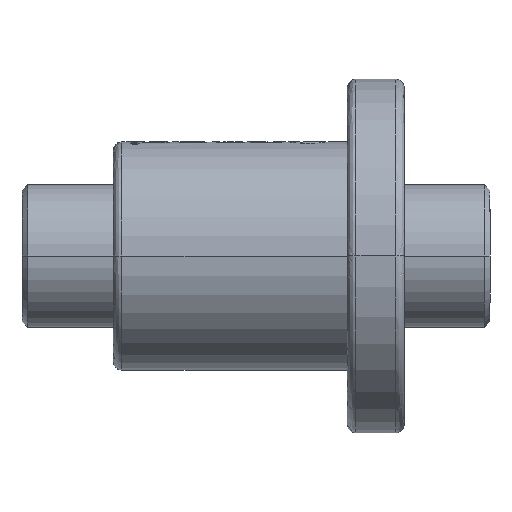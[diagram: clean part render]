
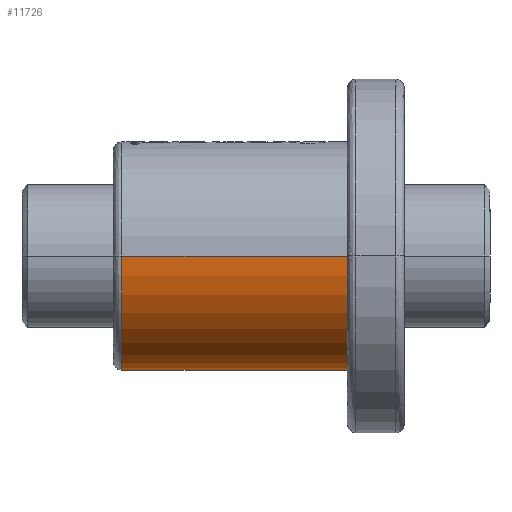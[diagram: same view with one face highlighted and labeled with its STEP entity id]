
A CAD part, front view. The second image highlights one B-rep face of the part: STEP entity #11726.
In plain terms, the highlighted cylindrical face has radius 20 mm (diameter 40 mm), a partial arc.
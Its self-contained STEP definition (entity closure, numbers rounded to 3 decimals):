
#169 = EDGE_CURVE ( 'NONE', #4153, #6183, #10132, .T. ) ;
#452 = DIRECTION ( 'NONE',  ( 1., 0., 0. ) ) ;
#548 = DIRECTION ( 'NONE',  ( 0., 1., 0. ) ) ;
#1324 = DIRECTION ( 'NONE',  ( 0., 1., 0. ) ) ;
#2466 = CARTESIAN_POINT ( 'NONE',  ( -72., 20., 0. ) ) ;
#4142 = CARTESIAN_POINT ( 'NONE',  ( -25., 20., 0. ) ) ;
#4153 = VERTEX_POINT ( 'NONE', #11763 ) ;
#4773 = ORIENTED_EDGE ( 'NONE', *, *, #20343, .T. ) ;
#5869 = DIRECTION ( 'NONE',  ( 1., 0., 0. ) ) ;
#5965 = AXIS2_PLACEMENT_3D ( 'NONE', #12432, #17842, #1324 ) ;
#6183 = VERTEX_POINT ( 'NONE', #18933 ) ;
#6505 = ORIENTED_EDGE ( 'NONE', *, *, #21471, .T. ) ;
#7937 = CARTESIAN_POINT ( 'NONE',  ( -64.5, 0., 0. ) ) ;
#8394 = EDGE_LOOP ( 'NONE', ( #15757, #4773, #6505, #9884 ) ) ;
#9884 = ORIENTED_EDGE ( 'NONE', *, *, #16628, .T. ) ;
#9939 = VERTEX_POINT ( 'NONE', #4142 ) ;
#9944 = CARTESIAN_POINT ( 'NONE',  ( -64.5, 20., 0. ) ) ;
#10132 = LINE ( 'NONE', #16175, #14235 ) ;
#11496 = LINE ( 'NONE', #2466, #17896 ) ;
#11707 = DIRECTION ( 'NONE',  ( 1., 0., 0. ) ) ;
#11726 = ADVANCED_FACE ( 'NONE', ( #11968 ), #19516, .T. ) ;
#11763 = CARTESIAN_POINT ( 'NONE',  ( -64.5, -20., 0. ) ) ;
#11968 = FACE_OUTER_BOUND ( 'NONE', #8394, .T. ) ;
#12432 = CARTESIAN_POINT ( 'NONE',  ( -25., 0., 0. ) ) ;
#12463 = DIRECTION ( 'NONE',  ( 1., 0., 0. ) ) ;
#14235 = VECTOR ( 'NONE', #12463, 1000. ) ;
#14764 = VERTEX_POINT ( 'NONE', #9944 ) ;
#15064 = AXIS2_PLACEMENT_3D ( 'NONE', #7937, #11707, #548 ) ;
#15267 = DIRECTION ( 'NONE',  ( 0., 1., 0. ) ) ;
#15757 = ORIENTED_EDGE ( 'NONE', *, *, #169, .F. ) ;
#16175 = CARTESIAN_POINT ( 'NONE',  ( -72., -20., 0. ) ) ;
#16628 = EDGE_CURVE ( 'NONE', #9939, #6183, #19042, .T. ) ;
#17436 = AXIS2_PLACEMENT_3D ( 'NONE', #22506, #5869, #15267 ) ;
#17842 = DIRECTION ( 'NONE',  ( -1., 0., 0. ) ) ;
#17896 = VECTOR ( 'NONE', #452, 1000. ) ;
#18933 = CARTESIAN_POINT ( 'NONE',  ( -25., -20., 0. ) ) ;
#19042 = CIRCLE ( 'NONE', #5965, 20. ) ;
#19516 = CYLINDRICAL_SURFACE ( 'NONE', #17436, 20. ) ;
#20343 = EDGE_CURVE ( 'NONE', #4153, #14764, #22622, .T. ) ;
#21471 = EDGE_CURVE ( 'NONE', #14764, #9939, #11496, .T. ) ;
#22506 = CARTESIAN_POINT ( 'NONE',  ( -72., 0., 0. ) ) ;
#22622 = CIRCLE ( 'NONE', #15064, 20. ) ;
